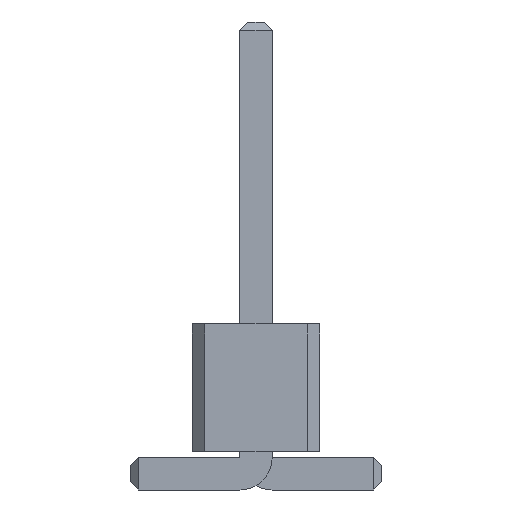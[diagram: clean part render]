
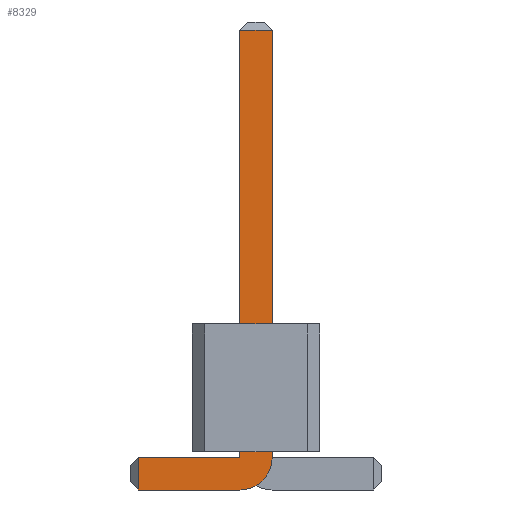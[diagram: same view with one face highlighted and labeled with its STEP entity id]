
A CAD part, front view. The second image highlights one B-rep face of the part: STEP entity #8329.
In plain terms, the highlighted planar face has unit normal (0, -1, 0).
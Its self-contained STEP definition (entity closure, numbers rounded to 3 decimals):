
#56=DIRECTION('',(0.,-1.,0.));
#67=DIRECTION('',(1.,0.,0.));
#1751=VECTOR('',#67,1.);
#1804=DIRECTION('',(-1.,0.,0.));
#3485=VECTOR('',#1804,1.);
#3721=DIRECTION('',(0.,0.,-1.));
#3740=VECTOR('',#3721,1.);
#8159=VECTOR('',#8160,1.);
#8160=DIRECTION('',(0.,0.,1.));
#8182=DIRECTION('',(0.,-1.,0.));
#8183=DIRECTION('',(-1.,0.,0.));
#8190=VERTEX_POINT('',#8191);
#8191=CARTESIAN_POINT('',(-2.34,-37.15,0.));
#8194=ORIENTED_EDGE('',*,*,#8195,.T.);
#8195=EDGE_CURVE('',#8190,#8196,#8198,.T.);
#8196=VERTEX_POINT('',#8197);
#8197=CARTESIAN_POINT('',(-0.32,-37.15,0.));
#8198=LINE('',#8199,#1751);
#8199=CARTESIAN_POINT('',(-2.5,-37.15,0.));
#8231=VERTEX_POINT('',#8232);
#8232=CARTESIAN_POINT('',(0.32,-37.15,0.64));
#8235=EDGE_CURVE('',#8196,#8231,#8236,.T.);
#8236=CIRCLE('',#8237,0.64);
#8237=AXIS2_PLACEMENT_3D('',#8238,#56,#3721);
#8238=CARTESIAN_POINT('',(-0.32,-37.15,0.64));
#8246=VERTEX_POINT('',#8238);
#8248=ORIENTED_EDGE('',*,*,#8249,.T.);
#8249=EDGE_CURVE('',#8246,#8250,#8252,.T.);
#8250=VERTEX_POINT('',#8251);
#8251=CARTESIAN_POINT('',(-2.34,-37.15,0.64));
#8252=LINE('',#8238,#3485);
#8262=ORIENTED_EDGE('',*,*,#8263,.T.);
#8263=EDGE_CURVE('',#8231,#8264,#8266,.T.);
#8264=VERTEX_POINT('',#8265);
#8265=CARTESIAN_POINT('',(0.32,-37.15,9.14));
#8266=LINE('',#8267,#8159);
#8267=CARTESIAN_POINT('',(0.32,-37.15,0.));
#8280=VERTEX_POINT('',#8281);
#8281=CARTESIAN_POINT('',(-0.32,-37.15,9.14));
#8283=ORIENTED_EDGE('',*,*,#8284,.T.);
#8284=EDGE_CURVE('',#8280,#8246,#8285,.T.);
#8285=LINE('',#8286,#3740);
#8286=CARTESIAN_POINT('',(-0.32,-37.15,9.3));
#8329=ADVANCED_FACE('',(#8330),#8339,.T.);
#8330=FACE_BOUND('',#8331,.T.);
#8331=EDGE_LOOP('',(#8194,#8332,#8262,#8333,#8283,#8248,#8336));
#8332=ORIENTED_EDGE('',*,*,#8235,.T.);
#8333=ORIENTED_EDGE('',*,*,#8334,.T.);
#8334=EDGE_CURVE('',#8264,#8280,#8335,.T.);
#8335=LINE('',#8265,#3485);
#8336=ORIENTED_EDGE('',*,*,#8337,.T.);
#8337=EDGE_CURVE('',#8250,#8190,#8338,.T.);
#8338=LINE('',#8251,#3740);
#8339=PLANE('',#8340);
#8340=AXIS2_PLACEMENT_3D('',#8341,#8182,#8183);
#8341=CARTESIAN_POINT('',(-0.311,-37.15,3.871));
